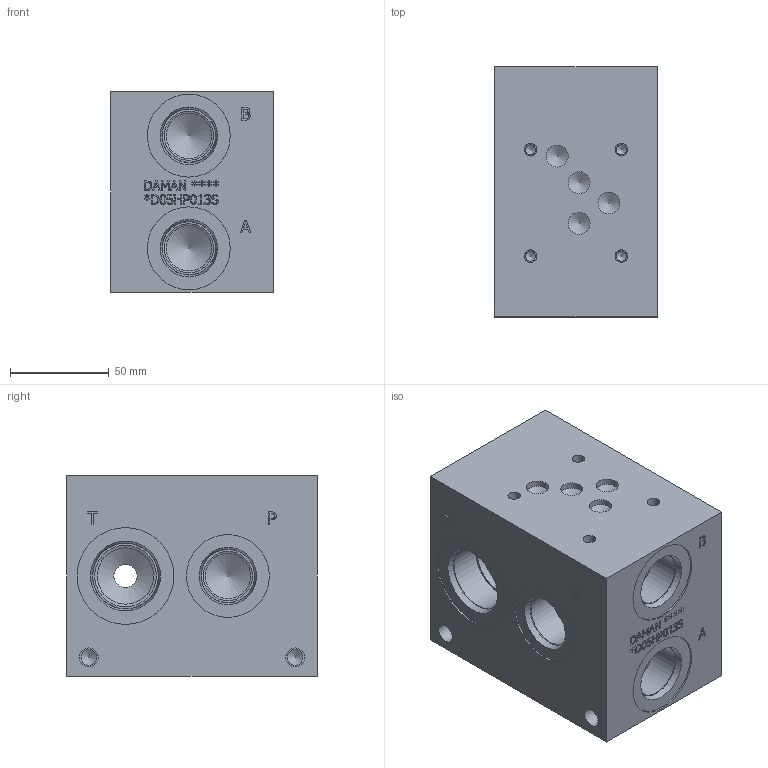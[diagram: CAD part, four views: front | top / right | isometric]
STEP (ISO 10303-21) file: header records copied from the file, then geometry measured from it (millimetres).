
FILE_DESCRIPTION(/* description */ (''),/* implementation_level */ '2;1');
FILE_NAME(/* name */ '_D05HP013S.stp',/* time_stamp */ '2020-04-15T16:05:34-04:00',/* author */ ('devonn'),/* organization */ (''),/* preprocessor_version */ 'ST-DEVELOPER v17',/* originating_system */ 'Autodesk Inventor 2019',/* authorisation */ '');
FILE_SCHEMA (('AUTOMOTIVE_DESIGN { 1 0 10303 214 3 1 1 }'));
Length unit declared in the file: millimetre
Products named in the file (1): Part_DD05HP013S_3D
Bounding box: 82.55 x 127 x 101.6 mm (x, y, z)
Volume: 923407.3 mm3; surface area: 85858.1 mm2
Topology: 1 solids, 1 shells, 528 faces, 1437 edges, 968 vertices
Faces by surface type: plane 312, bspline 127, cylinder 51, cone 38
Full cylindrical faces by diameter (mm): 5.105 x4, 6.35 x4, 7.925 x4, 9.525 x4, 11.113 x2, 11.125 x2, 23.012 x4, 24.917 x4, 26.99 x2, 27 x2, 27.432 x4, 28.575 x2, 31.267 x2, 33.34 x1, 33.35 x1, 33.757 x2, 35.509 x1, 42.037 x4, 49.124 x2
Entity records: 17660 total; most frequent: CARTESIAN_POINT 4569, ORIENTED_EDGE 2842, DIRECTION 2163, EDGE_CURVE 1421, LINE 975, VECTOR 975, VERTEX_POINT 968, EDGE_LOOP 603
